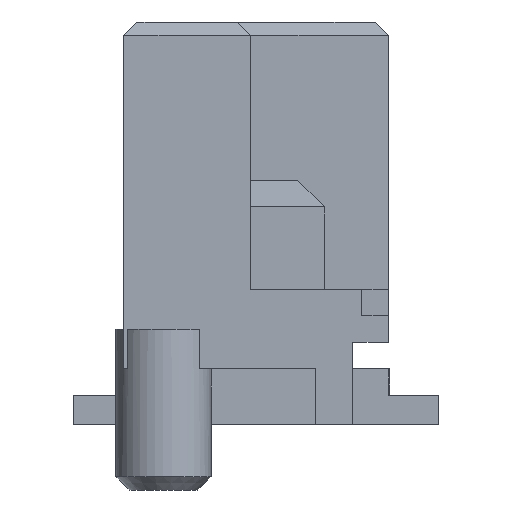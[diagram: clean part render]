
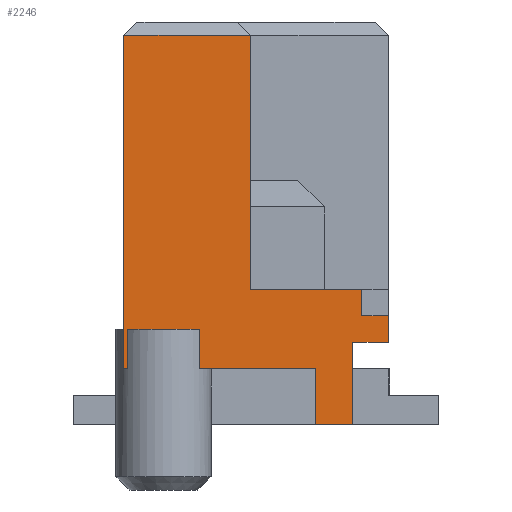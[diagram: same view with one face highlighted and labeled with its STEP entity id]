
A CAD part, front view. The second image highlights one B-rep face of the part: STEP entity #2246.
In plain terms, the highlighted planar face has unit normal (0, -1, 0).
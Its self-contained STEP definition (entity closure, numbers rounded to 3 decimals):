
#12=DIRECTION('',(0.,0.,1.));
#33=VECTOR('',#12,1.);
#45=DIRECTION('',(1.,0.,0.));
#54=VECTOR('',#45,1.);
#65=VECTOR('',#66,1.);
#66=DIRECTION('',(-1.,0.,0.));
#117=CARTESIAN_POINT('',(-2.65,-15.86,1.06));
#234=EDGE_CURVE('',#235,#237,#239,.T.);
#235=VERTEX_POINT('',#236);
#236=CARTESIAN_POINT('',(1.68,-15.86,0.));
#237=VERTEX_POINT('',#238);
#238=CARTESIAN_POINT('',(1.68,-15.86,1.56));
#239=LINE('',#236,#33);
#519=VERTEX_POINT('',#117);
#523=EDGE_CURVE('',#519,#524,#526,.T.);
#524=VERTEX_POINT('',#525);
#525=CARTESIAN_POINT('',(-2.65,-15.86,7.366));
#526=LINE('',#117,#33);
#1010=VERTEX_POINT('',#1011);
#1011=CARTESIAN_POINT('',(2.35,-15.86,1.56));
#1017=EDGE_CURVE('',#1010,#237,#1018,.T.);
#1018=LINE('',#1019,#65);
#1019=CARTESIAN_POINT('',(2.36,-15.86,1.56));
#1029=EDGE_CURVE('',#1010,#1030,#1032,.T.);
#1030=VERTEX_POINT('',#1031);
#1031=CARTESIAN_POINT('',(2.35,-15.86,2.06));
#1032=LINE('',#1033,#33);
#1033=CARTESIAN_POINT('',(2.35,-15.86,1.06));
#1552=VERTEX_POINT('',#1553);
#1553=CARTESIAN_POINT('',(1.85,-15.86,2.56));
#1555=ORIENTED_EDGE('',*,*,#1556,.T.);
#1556=EDGE_CURVE('',#1552,#1557,#1559,.T.);
#1557=VERTEX_POINT('',#1558);
#1558=CARTESIAN_POINT('',(-0.25,-15.86,2.56));
#1559=LINE('',#1560,#65);
#1560=CARTESIAN_POINT('',(2.35,-15.86,2.56));
#2246=ADVANCED_FACE('',(#2247),#2308,.T.);
#2247=FACE_BOUND('',#2248,.T.);
#2248=EDGE_LOOP('',(#2249,#2256,#2261,#2264,#2265,#2266,#2267,#2273,#1555,#2277,#2283,#2287,#2288,#2292,#2297,#2305));
#2249=ORIENTED_EDGE('',*,*,#2250,.F.);
#2250=EDGE_CURVE('',#2251,#2253,#2255,.T.);
#2251=VERTEX_POINT('',#2252);
#2252=CARTESIAN_POINT('',(0.98,-15.86,1.06));
#2253=VERTEX_POINT('',#2254);
#2254=CARTESIAN_POINT('',(-1.225,-15.86,1.06));
#2255=LINE('',#1033,#65);
#2256=ORIENTED_EDGE('',*,*,#2257,.F.);
#2257=EDGE_CURVE('',#2258,#2251,#2260,.T.);
#2258=VERTEX_POINT('',#2259);
#2259=CARTESIAN_POINT('',(0.98,-15.86,0.));
#2260=LINE('',#2259,#33);
#2261=ORIENTED_EDGE('',*,*,#2262,.T.);
#2262=EDGE_CURVE('',#2258,#235,#2263,.T.);
#2263=LINE('',#2259,#54);
#2264=ORIENTED_EDGE('',*,*,#234,.T.);
#2265=ORIENTED_EDGE('',*,*,#1017,.F.);
#2266=ORIENTED_EDGE('',*,*,#1029,.T.);
#2267=ORIENTED_EDGE('',*,*,#2268,.T.);
#2268=EDGE_CURVE('',#1030,#2269,#2271,.T.);
#2269=VERTEX_POINT('',#2270);
#2270=CARTESIAN_POINT('',(1.85,-15.86,2.06));
#2271=LINE('',#2272,#65);
#2272=CARTESIAN_POINT('',(2.225,-15.86,2.06));
#2273=ORIENTED_EDGE('',*,*,#2274,.T.);
#2274=EDGE_CURVE('',#2269,#1552,#2275,.T.);
#2275=LINE('',#2276,#33);
#2276=CARTESIAN_POINT('',(1.85,-15.86,1.56));
#2277=ORIENTED_EDGE('',*,*,#2278,.T.);
#2278=EDGE_CURVE('',#1557,#2279,#2281,.T.);
#2279=VERTEX_POINT('',#2280);
#2280=CARTESIAN_POINT('',(-0.25,-15.86,7.366));
#2281=LINE('',#2282,#33);
#2282=CARTESIAN_POINT('',(-0.25,-15.86,1.566));
#2283=ORIENTED_EDGE('',*,*,#2284,.F.);
#2284=EDGE_CURVE('',#524,#2279,#2285,.T.);
#2285=LINE('',#2286,#54);
#2286=CARTESIAN_POINT('',(-2.4,-15.86,7.366));
#2287=ORIENTED_EDGE('',*,*,#523,.F.);
#2288=ORIENTED_EDGE('',*,*,#2289,.F.);
#2289=EDGE_CURVE('',#2290,#519,#2255,.T.);
#2290=VERTEX_POINT('',#2291);
#2291=CARTESIAN_POINT('',(-2.575,-15.86,1.06));
#2292=ORIENTED_EDGE('',*,*,#2293,.T.);
#2293=EDGE_CURVE('',#2290,#2294,#2296,.T.);
#2294=VERTEX_POINT('',#2295);
#2295=CARTESIAN_POINT('',(-2.575,-15.86,1.81));
#2296=LINE('',#2295,#33);
#2297=ORIENTED_EDGE('',*,*,#2298,.F.);
#2298=EDGE_CURVE('',#2299,#2294,#2301,.T.);
#2299=VERTEX_POINT('',#2300);
#2300=CARTESIAN_POINT('',(-1.225,-15.86,1.81));
#2301=LINE('',#2302,#2303);
#2302=CARTESIAN_POINT('',(-1.226,-15.86,1.81));
#2303=VECTOR('',#2304,1.);
#2304=DIRECTION('',(-1.,0.,0.));
#2305=ORIENTED_EDGE('',*,*,#2306,.F.);
#2306=EDGE_CURVE('',#2253,#2299,#2307,.T.);
#2307=LINE('',#2300,#33);
#2308=PLANE('',#2309);
#2309=AXIS2_PLACEMENT_3D('',#2310,#2311,#2312);
#2310=CARTESIAN_POINT('',(-0.552,-15.86,3.365));
#2311=DIRECTION('',(0.,-1.,0.));
#2312=DIRECTION('',(0.,0.,-1.));
